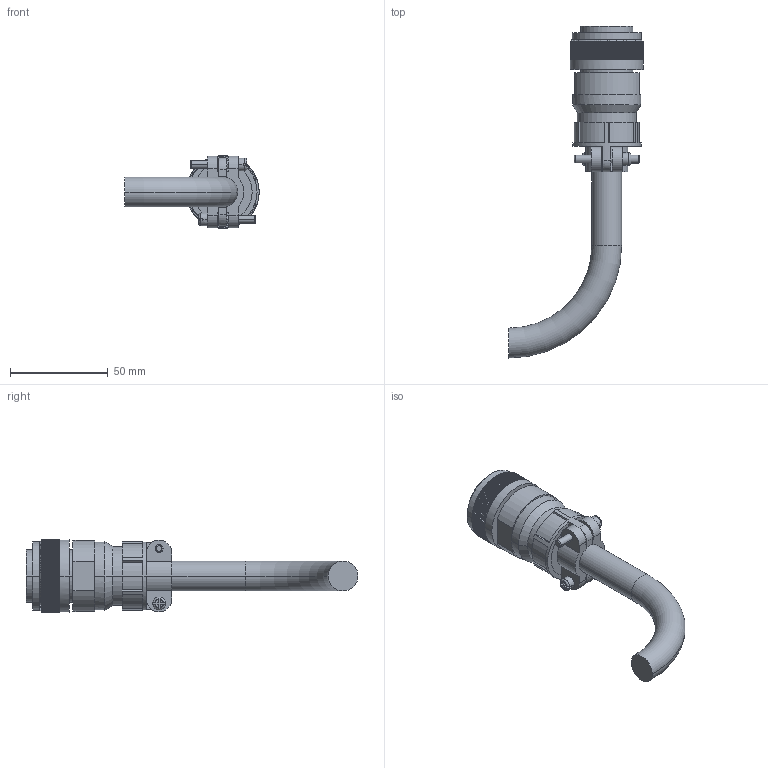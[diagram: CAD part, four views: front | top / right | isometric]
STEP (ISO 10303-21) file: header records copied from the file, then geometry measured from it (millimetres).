
FILE_DESCRIPTION (( 'STEP AP214' ), '1' );
FILE_NAME ('SVC-PHM-020.STEP', '2016-04-07T20:36:29', ( '' ), ( '' ), 'SwSTEP 2.0', 'SolidWorks 2015', '' );
FILE_SCHEMA (( 'AUTOMOTIVE_DESIGN' ));
Length unit declared in the file: millimetre
Products named in the file (1): SVC-PHM-020
Bounding box: 68.6 x 169.62 x 37.13 mm (x, y, z)
Volume: 81432 mm3; surface area: 39038.1 mm2
Topology: 8 solids, 8 shells, 1492 faces, 3721 edges, 2262 vertices
Faces by surface type: plane 1065, cone 322, cylinder 91, torus 14
Entity records: 44957 total; most frequent: CARTESIAN_POINT 9580, ORIENTED_EDGE 7442, DIRECTION 7243, EDGE_CURVE 3721, AXIS2_PLACEMENT_3D 2693, VERTEX_POINT 2262, LINE 1857, VECTOR 1857
